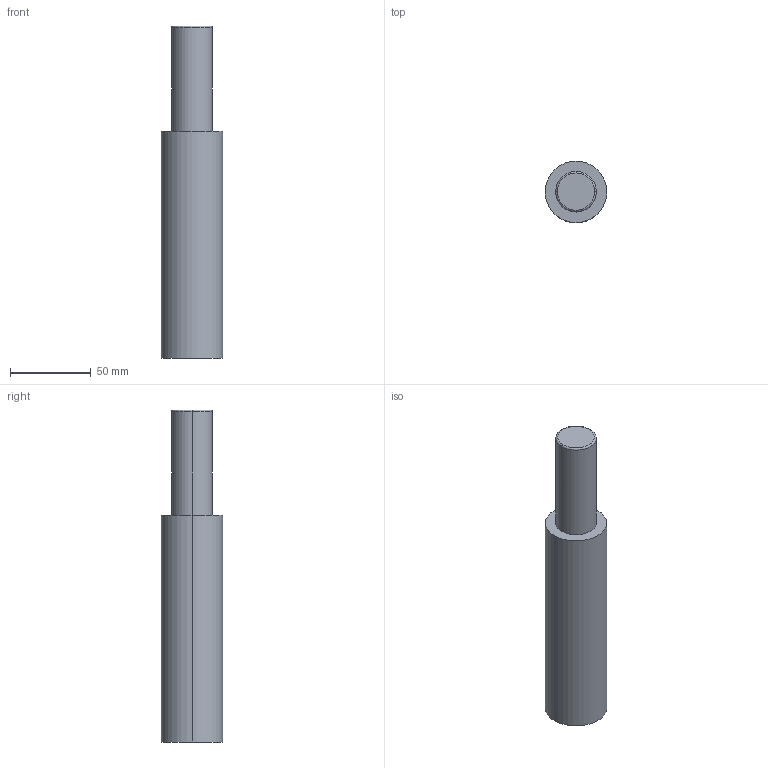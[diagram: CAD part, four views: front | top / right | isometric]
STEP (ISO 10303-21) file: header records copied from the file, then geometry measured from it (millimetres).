
FILE_DESCRIPTION (( 'STEP AP203' ), '1' );
FILE_NAME ('OL 01000_063.step', '2018-11-28T21:17:02', ( '' ), ( '' ), 'SwSTEP 2.0', 'SolidWorks 2016', '' );
FILE_SCHEMA (( 'CONFIG_CONTROL_DESIGN' ));
Length unit declared in the file: millimetre
Products named in the file (1): OL 01000_063
Bounding box: 38 x 38 x 205 mm (x, y, z)
Volume: 190193.5 mm3; surface area: 24418.6 mm2
Topology: 1 solids, 1 shells, 34 faces, 74 edges, 44 vertices
Faces by surface type: cylinder 12, plane 12, cone 8, torus 2
Entity records: 979 total; most frequent: DIRECTION 172, CARTESIAN_POINT 149, ORIENTED_EDGE 140, EDGE_CURVE 70, AXIS2_PLACEMENT_3D 67, VERTEX_POINT 44, EDGE_LOOP 40, VECTOR 38
